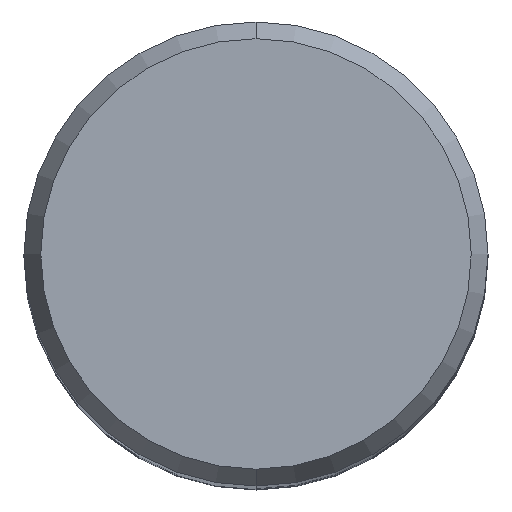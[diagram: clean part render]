
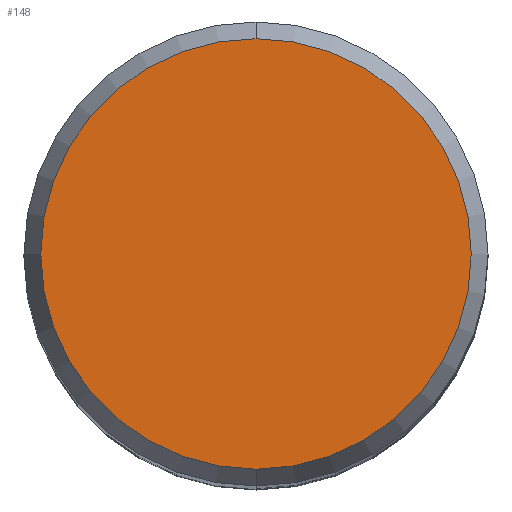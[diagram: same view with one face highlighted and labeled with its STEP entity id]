
A CAD part, top view. The second image highlights one B-rep face of the part: STEP entity #148.
In plain terms, the highlighted planar face has unit normal (0, 0, 1).
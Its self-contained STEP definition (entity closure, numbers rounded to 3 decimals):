
#84=EDGE_CURVE('',#180,#158,#205,.T.);
#88=EDGE_CURVE('',#158,#180,#210,.T.);
#148=ADVANCED_FACE('',(#278),#279,.T.);
#158=VERTEX_POINT('',#289);
#180=VERTEX_POINT('',#315);
#205=CIRCLE('',#333,5.892);
#210=CIRCLE('',#339,5.892);
#278=FACE_OUTER_BOUND('',#422,.T.);
#279=PLANE('',#423);
#289=CARTESIAN_POINT('',(0.0,5.892,0.01));
#315=CARTESIAN_POINT('',(0.,-5.892,0.01));
#333=AXIS2_PLACEMENT_3D('',#476,#477,#478);
#339=AXIS2_PLACEMENT_3D('',#487,#488,#489);
#422=EDGE_LOOP('',(#580,#581));
#423=AXIS2_PLACEMENT_3D('',#582,#583,#584);
#476=CARTESIAN_POINT('',(0.0,0.0,0.01));
#477=DIRECTION('',(0.0,0.0,-1.0));
#478=DIRECTION('',(0.0,1.0,0.0));
#487=CARTESIAN_POINT('',(0.0,0.0,0.01));
#488=DIRECTION('',(0.0,0.0,-1.0));
#489=DIRECTION('',(0.0,1.0,0.0));
#580=ORIENTED_EDGE('',*,*,#88,.F.);
#581=ORIENTED_EDGE('',*,*,#84,.F.);
#582=CARTESIAN_POINT('',(0.0,2.946,0.01));
#583=DIRECTION('',(-0.0,0.0,1.0));
#584=DIRECTION('',(0.0,-1.0,0.0));
